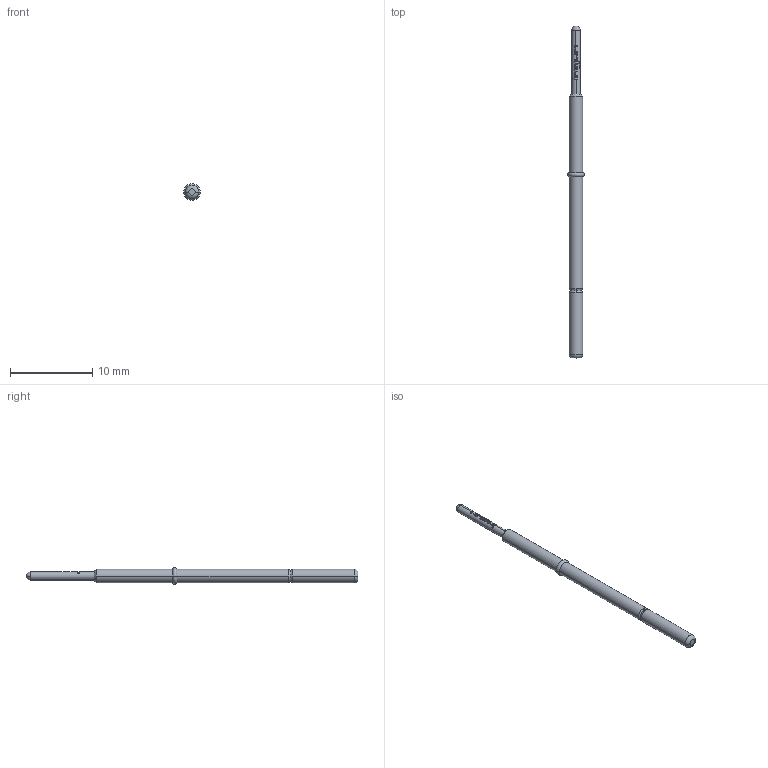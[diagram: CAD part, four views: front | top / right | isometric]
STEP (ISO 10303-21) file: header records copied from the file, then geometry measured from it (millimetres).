
FILE_DESCRIPTION (( 'STEP AP203' ), '1' );
FILE_NAME ('INGUN_GKS-112_305_100_A_xx10.STEP', '2020-08-06T09:41:08', ( '' ), ( '' ), 'SwSTEP 2.0', 'SolidWorks 2018', '' );
FILE_SCHEMA (( 'CONFIG_CONTROL_DESIGN' ));
Length unit declared in the file: millimetre
Products named in the file (1): INGUN_GKS-112_305_100_A_xx10
Bounding box: 2 x 40.3 x 2 mm (x, y, z)
Volume: 74.6 mm3; surface area: 195.8 mm2
Topology: 1 solids, 1 shells, 94 faces, 263 edges, 171 vertices
Faces by surface type: bspline 61, cylinder 18, torus 8, plane 3, sphere 2, cone 2
Entity records: 4188 total; most frequent: CARTESIAN_POINT 2258, ORIENTED_EDGE 522, EDGE_CURVE 261, B_SPLINE_CURVE_WITH_KNOTS 204, VERTEX_POINT 171, DIRECTION 163, EDGE_LOOP 96, ADVANCED_FACE 94
